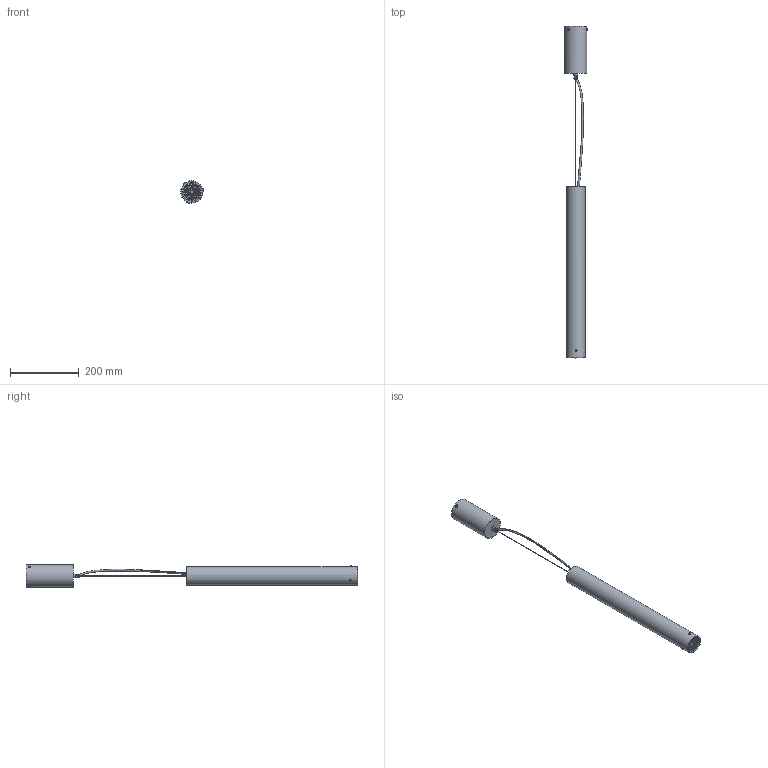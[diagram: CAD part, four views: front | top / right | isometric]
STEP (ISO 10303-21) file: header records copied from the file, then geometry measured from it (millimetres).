
FILE_DESCRIPTION(/* description */ (''),/* implementation_level */ '2;1');
FILE_NAME(/* name */ 'F413880150TRLE.stp',/* time_stamp */ '2020-01-21T14:35:43+01:00',/* author */ ('sghezzi'),/* organization */ (''),/* preprocessor_version */ 'ST-DEVELOPER v17.2',/* originating_system */ 'Autodesk Inventor 2019',/* authorisation */ '');
FILE_SCHEMA (('AUTOMOTIVE_DESIGN { 1 0 10303 214 3 1 1 }'));
Length unit declared in the file: millimetre
Products named in the file (28): 4138; rosone; dissipatore-mecom; tubo-p; 8122000lm3DMech_27C74B; BL_Rect_Final_SM; BL_Rect_Final_Dielectric; BL_Rect_Final_Ring; BL_Rect_Final_Base_Round_Center; BL_Rect_Final_CuNiAg; grano cromato; disco; staffa-rosone; Vite autofilettante a testa piana svasata con impronta a croce - Tipo
 F - Tipo IA - Metrico M3x0,5 x 10; Vite autofilettante a testa piana svasata con impronta a croce - Tipo
 F - Tipo IA - Metrico M3x0,5 x 6; 063017000_Rondella_De_3,2X6X0,4_ZnBi; 003333900_Ghiera_bloccacavo_Tr_5905-011_Steab; 003333722_BLOCCACAVO_Tr_ 5580-1024-011; Vite autofilettante a testa piana svasata con impronta a croce - Tipo
 D - Tipo I - Metrico M4x0,7 x 10; elt-FAC22-1050; 066010000_Bloccacavo ot nk 2 fori + viti 65091020; 066010000_Bloccacavo ot nk 2 fori + viti 65091020_1; Vite 65091020 x bloccacavo 066010000; 063015000_rondella_De_10,5x18x0,9_ZnBi; 058001000_Capocorda_foro_10.5; 007413899_Rosone Cilindrico All anodiz nat; 005340200_Cavo 3x0.75 FEP+Silc T180 D 5.2; 005385701_Cavo Acciaio D 1.2
Assembly tree (38 placements, depth 3):
  4138
    rosone
    dissipatore-mecom
    tubo-p
    8122000lm3DMech_27C74B
      BL_Rect_Final_SM
      BL_Rect_Final_Dielectric
      BL_Rect_Final_Ring  x2
      BL_Rect_Final_Base_Round_Center
      BL_Rect_Final_CuNiAg
    grano cromato  x3
    disco
    staffa-rosone
    003333722_BLOCCACAVO_Tr_ 5580-1024-011  x2
    003333900_Ghiera_bloccacavo_Tr_5905-011_Steab  x2
    Vite autofilettante a testa piana svasata con impronta a croce - Tipo
 F - Tipo IA - Metrico M3x0,5 x 10  x2
    Vite autofilettante a testa piana svasata con impronta a croce - Tipo
 F - Tipo IA - Metrico M3x0,5 x 6  x2
    063017000_Rondella_De_3,2X6X0,4_ZnBi  x2
    Vite autofilettante a testa piana svasata con impronta a croce - Tipo
 D - Tipo I - Metrico M4x0,7 x 10  x3
    elt-FAC22-1050
    066010000_Bloccacavo ot nk 2 fori + viti 65091020
      066010000_Bloccacavo ot nk 2 fori + viti 65091020_1
      Vite 65091020 x bloccacavo 066010000  x2
    063015000_rondella_De_10,5x18x0,9_ZnBi
    058001000_Capocorda_foro_10.5
    007413899_Rosone Cilindrico All anodiz nat
    005340200_Cavo 3x0.75 FEP+Silc T180 D 5.2
    005385701_Cavo Acciaio D 1.2
Bounding box: 66.72 x 968.94 x 65.35 mm (x, y, z)
Volume: 449510.6 mm3; surface area: 355056.1 mm2
Topology: 34 solids, 34 shells, 963 faces, 2875 edges, 2029 vertices
Faces by surface type: plane 563, cylinder 252, cone 113, torus 30, bspline 5
Full cylindrical faces by diameter (mm): 1 x1, 1.2 x1, 1.5 x1, 2.2 x4, 2.387 x4, 2.5 x4, 2.86 x4, 3 x14, 3.141 x3, 3.2 x6, 3.242 x1, 3.5 x1, 3.7 x2, 3.82 x3, 4 x15, 4.5 x7, 5 x1, 5.2 x4, 6 x3, 6.5 x2, 7 x3, 8 x3, 10 x7, 10.2 x1, 10.4 x1, 10.5 x1, 12 x18, 15 x3, 17.5 x2, 19 x3
Entity records: 28806 total; most frequent: CARTESIAN_POINT 7933, ORIENTED_EDGE 4092, DIRECTION 4016, EDGE_CURVE 2046, VERTEX_POINT 1468, AXIS2_PLACEMENT_3D 1461, LINE 1094, VECTOR 1094
